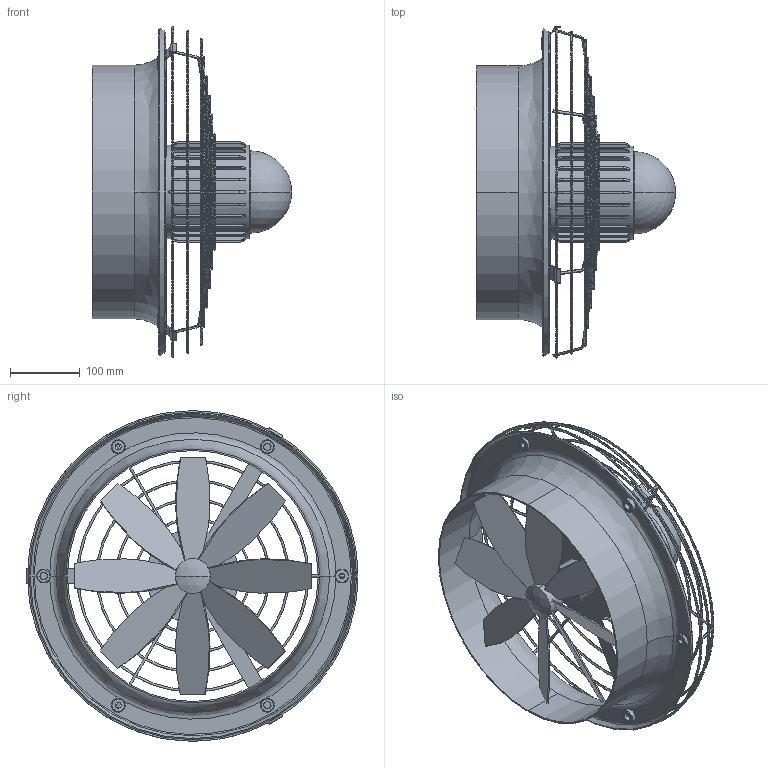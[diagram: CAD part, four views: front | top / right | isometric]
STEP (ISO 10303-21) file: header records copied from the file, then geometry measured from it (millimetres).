
FILE_DESCRIPTION (( 'STEP AP214' ), '1' );
FILE_NAME ('0094-0060.STEP', '2015-02-08T19:45:23', ( '' ), ( '' ), 'SwSTEP 2.0', 'SolidWorks 2013', '' );
FILE_SCHEMA (( 'AUTOMOTIVE_DESIGN' ));
Length unit declared in the file: millimetre
Products named in the file (1): 0094-0060
Bounding box: 285.8 x 476.27 x 474 mm (x, y, z)
Volume: 2891454.2 mm3; surface area: 732043 mm2
Topology: 1 solids, 1 shells, 723 faces, 2065 edges, 1362 vertices
Faces by surface type: plane 300, bspline 246, cylinder 99, torus 48, cone 24, sphere 6
Entity records: 65577 total; most frequent: CARTESIAN_POINT 40380, ORIENTED_EDGE 4122, DIRECTION 2827, EDGE_CURVE 2061, VERTEX_POINT 1362, AXIS2_PLACEMENT_3D 1104, EDGE_LOOP 847, B_SPLINE_CURVE_WITH_KNOTS 782
